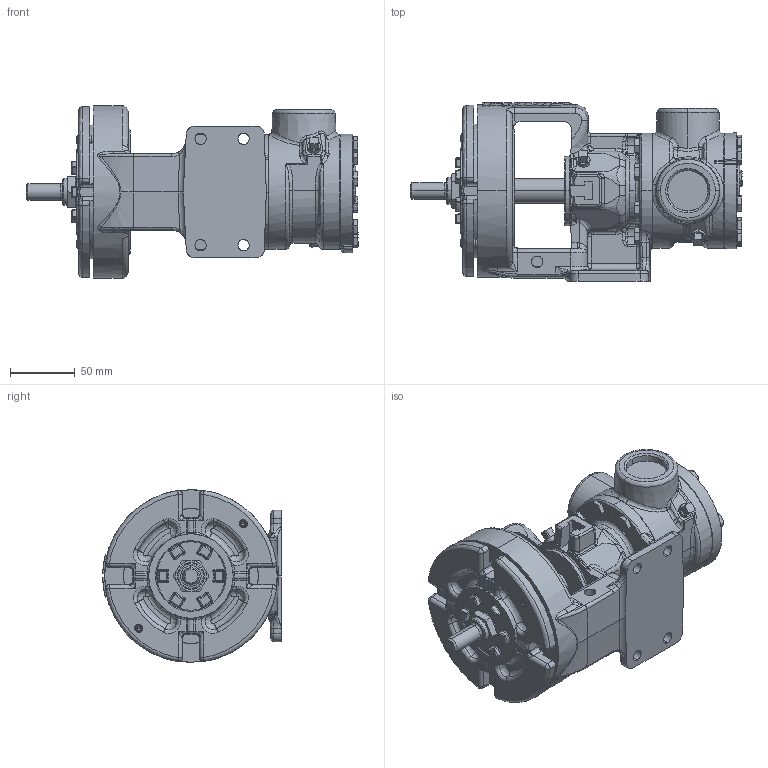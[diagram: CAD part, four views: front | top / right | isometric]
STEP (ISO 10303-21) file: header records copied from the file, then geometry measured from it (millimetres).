
FILE_DESCRIPTION (( 'STEP AP214' ), '1' );
FILE_NAME ('G124A.STEP', '2016-08-15T15:40:25', ( '' ), ( '' ), 'SwSTEP 2.0', 'SolidWorks 2015', '' );
FILE_SCHEMA (( 'AUTOMOTIVE_DESIGN' ));
Length unit declared in the file: inch
Products named in the file (1): G124A
Bounding box: 256.74 x 138.04 x 133.35 mm (x, y, z)
Volume: 1365615.2 mm3; surface area: 162994.8 mm2
Topology: 1 solids, 1 shells, 2024 faces, 5009 edges, 2969 vertices
Faces by surface type: bspline 791, plane 574, cylinder 366, cone 293
Entity records: 164443 total; most frequent: CARTESIAN_POINT 97113, ORIENTED_EDGE 9822, DIRECTION 6745, EDGE_CURVE 4911, VERTEX_POINT 2969, AXIS2_PLACEMENT_3D 2639, EDGE_LOOP 2118, UNCERTAINTY_MEASURE_WITH_UNIT 2027
